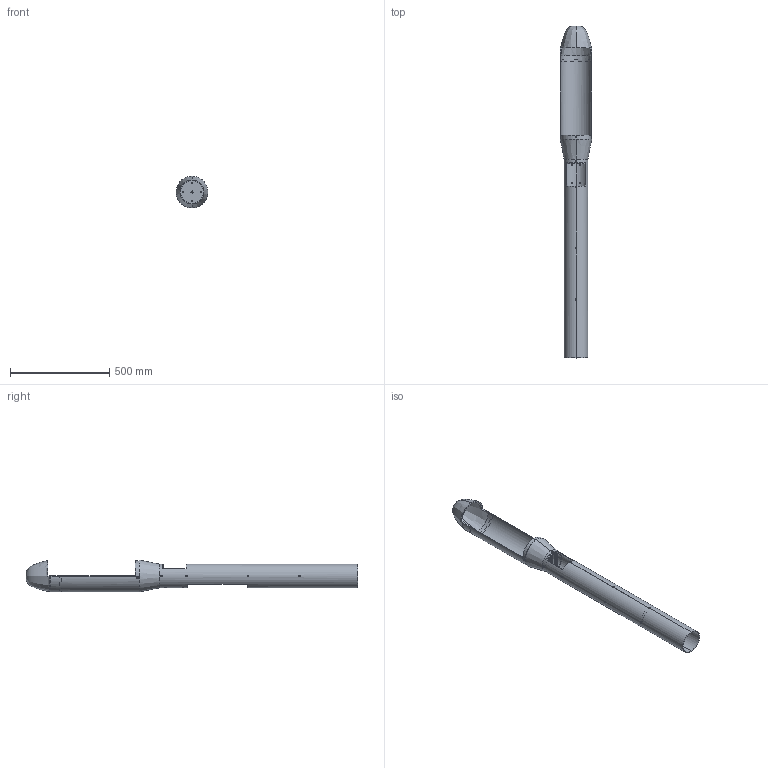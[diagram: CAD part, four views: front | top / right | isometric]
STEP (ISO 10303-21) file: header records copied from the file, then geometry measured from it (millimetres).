
FILE_DESCRIPTION (( 'STEP AP214' ), '1' );
FILE_NAME ('Simulation.STEP', '2024-12-27T12:28:53', ( '' ), ( '' ), 'SwSTEP 2.0', 'SolidWorks 2024', '' );
FILE_SCHEMA (( 'AUTOMOTIVE_DESIGN' ));
Length unit declared in the file: millimetre
Products named in the file (8): BodyTube; Tansition Cone; CSK_ISO 7046-1 - M4 x 10 - Z - 10N; Simulation; Payload Body; CSK_ISO 7046-1 - M5 x 10 - Z - 10N; Thrust Plate; Nose Cone
Assembly tree (16 placements, depth 2):
  Simulation
    BodyTube
    Tansition Cone
    Payload Body
    Nose Cone
    Thrust Plate
    CSK_ISO 7046-1 - M4 x 10 - Z - 10N  x7
    CSK_ISO 7046-1 - M5 x 10 - Z - 10N  x4
Bounding box: 160 x 1670 x 160 mm (x, y, z)
Volume: 2120980.7 mm3; surface area: 1148464 mm2
Topology: 16 solids, 16 shells, 593 faces, 1565 edges, 955 vertices
Faces by surface type: plane 284, cone 170, cylinder 134, bspline 4, torus 1
Entity records: 27593 total; most frequent: CARTESIAN_POINT 19243, ORIENTED_EDGE 1802, DIRECTION 1573, EDGE_CURVE 901, AXIS2_PLACEMENT_3D 593, VERTEX_POINT 568, LINE 387, VECTOR 387
